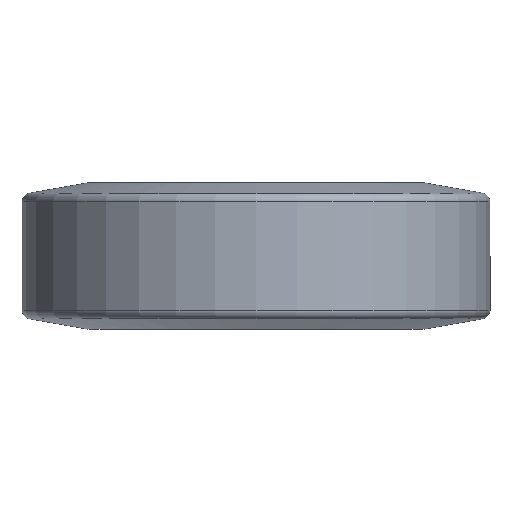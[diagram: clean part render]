
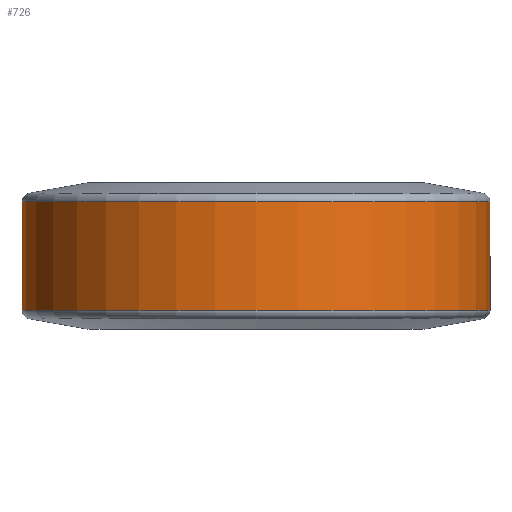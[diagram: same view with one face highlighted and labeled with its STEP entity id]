
A CAD part, front view. The second image highlights one B-rep face of the part: STEP entity #726.
In plain terms, the highlighted cylindrical face has radius 80 mm (diameter 160 mm), a partial arc.
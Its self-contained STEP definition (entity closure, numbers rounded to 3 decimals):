
#14 = DIRECTION ( 'NONE',  ( 0., 0., 1. ) ) ;
#29 = CARTESIAN_POINT ( 'NONE',  ( 0., 0., 18.515 ) ) ;
#68 = CARTESIAN_POINT ( 'NONE',  ( 80., 0., -18.515 ) ) ;
#85 = VERTEX_POINT ( 'NONE', #375 ) ;
#116 = CARTESIAN_POINT ( 'NONE',  ( -80., 0., -18.515 ) ) ;
#140 = DIRECTION ( 'NONE',  ( 0., 0., 1. ) ) ;
#151 = CYLINDRICAL_SURFACE ( 'NONE', #713, 80. ) ;
#190 = ORIENTED_EDGE ( 'NONE', *, *, #339, .T. ) ;
#211 = EDGE_LOOP ( 'NONE', ( #344, #190, #684, #410 ) ) ;
#221 = DIRECTION ( 'NONE',  ( 1., 0., 0. ) ) ;
#246 = DIRECTION ( 'NONE',  ( 0., 0., 1. ) ) ;
#265 = EDGE_CURVE ( 'NONE', #533, #359, #412, .T. ) ;
#296 = EDGE_CURVE ( 'NONE', #85, #359, #699, .T. ) ;
#315 = CIRCLE ( 'NONE', #330, 80. ) ;
#330 = AXIS2_PLACEMENT_3D ( 'NONE', #664, #340, #788 ) ;
#339 = EDGE_CURVE ( 'NONE', #780, #533, #315, .T. ) ;
#340 = DIRECTION ( 'NONE',  ( 0., 0., 1. ) ) ;
#344 = ORIENTED_EDGE ( 'NONE', *, *, #450, .F. ) ;
#359 = VERTEX_POINT ( 'NONE', #401 ) ;
#375 = CARTESIAN_POINT ( 'NONE',  ( -80., 0., 18.515 ) ) ;
#401 = CARTESIAN_POINT ( 'NONE',  ( 80., 0., 18.515 ) ) ;
#410 = ORIENTED_EDGE ( 'NONE', *, *, #296, .F. ) ;
#412 = LINE ( 'NONE', #591, #769 ) ;
#434 = AXIS2_PLACEMENT_3D ( 'NONE', #29, #140, #221 ) ;
#450 = EDGE_CURVE ( 'NONE', #780, #85, #807, .T. ) ;
#533 = VERTEX_POINT ( 'NONE', #68 ) ;
#567 = DIRECTION ( 'NONE',  ( 0., 0., 1. ) ) ;
#591 = CARTESIAN_POINT ( 'NONE',  ( 80., 0., 0. ) ) ;
#623 = CARTESIAN_POINT ( 'NONE',  ( -80., 0., 0. ) ) ;
#664 = CARTESIAN_POINT ( 'NONE',  ( 0., 0., -18.515 ) ) ;
#684 = ORIENTED_EDGE ( 'NONE', *, *, #265, .T. ) ;
#699 = CIRCLE ( 'NONE', #434, 80. ) ;
#713 = AXIS2_PLACEMENT_3D ( 'NONE', #753, #246, #811 ) ;
#726 = ADVANCED_FACE ( 'NONE', ( #738 ), #151, .T. ) ;
#738 = FACE_OUTER_BOUND ( 'NONE', #211, .T. ) ;
#750 = VECTOR ( 'NONE', #567, 1000. ) ;
#753 = CARTESIAN_POINT ( 'NONE',  ( 0., 0., 0. ) ) ;
#769 = VECTOR ( 'NONE', #14, 1000. ) ;
#780 = VERTEX_POINT ( 'NONE', #116 ) ;
#788 = DIRECTION ( 'NONE',  ( 1., 0., 0. ) ) ;
#807 = LINE ( 'NONE', #623, #750 ) ;
#811 = DIRECTION ( 'NONE',  ( 1., 0., 0. ) ) ;
